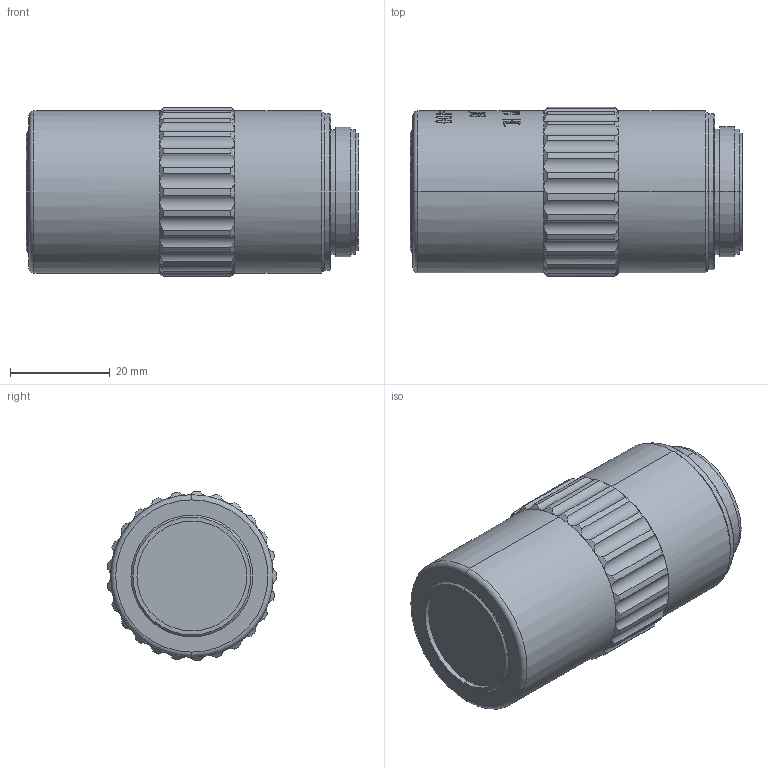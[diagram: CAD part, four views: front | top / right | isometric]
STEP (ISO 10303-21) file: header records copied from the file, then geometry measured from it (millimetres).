
FILE_DESCRIPTION (( 'STEP AP214' ), '1' );
FILE_NAME ('690006.STEP', '2022-04-07T01:51:29', ( '' ), ( '' ), 'SwSTEP 2.0', 'SolidWorks 2020', '' );
FILE_SCHEMA (( 'AUTOMOTIVE_DESIGN' ));
Length unit declared in the file: millimetre
Products named in the file (1): 690006
Bounding box: 66.5 x 33.93 x 33.99 mm (x, y, z)
Volume: 53229.2 mm3; surface area: 8735.9 mm2
Topology: 1 solids, 1 shells, 583 faces, 1546 edges, 1010 vertices
Faces by surface type: bspline 362, cylinder 114, cone 58, plane 47, torus 2
Entity records: 52807 total; most frequent: CARTESIAN_POINT 41681, ORIENTED_EDGE 3092, EDGE_CURVE 1546, B_SPLINE_CURVE_WITH_KNOTS 1230, VERTEX_POINT 1010, DIRECTION 934, EDGE_LOOP 628, ADVANCED_FACE 583
